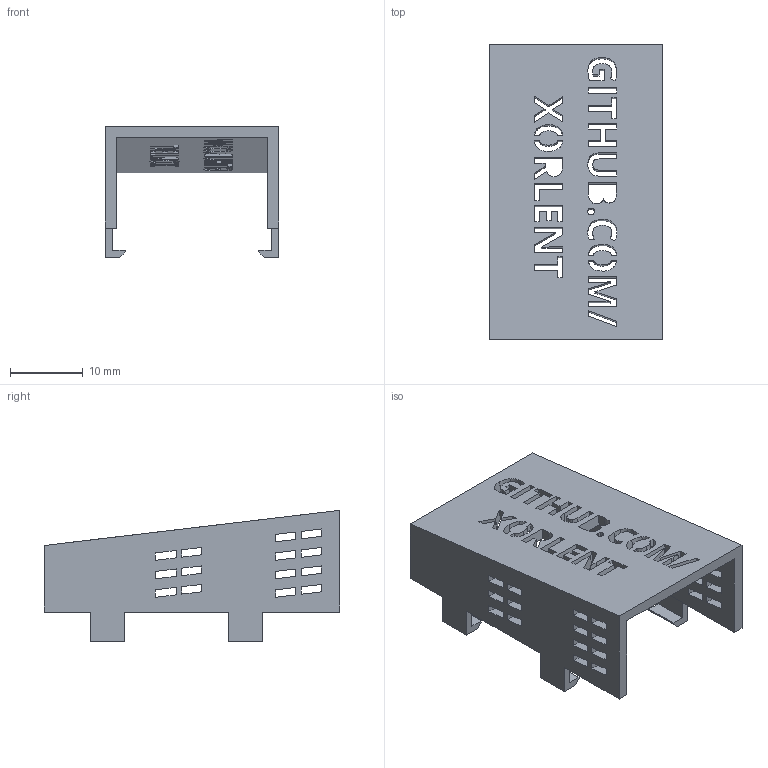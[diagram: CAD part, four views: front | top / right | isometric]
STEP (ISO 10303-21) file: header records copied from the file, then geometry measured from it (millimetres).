
FILE_DESCRIPTION(/* description */ ('STEP AP242','CAx-IF Rec.Pracs.---Representation and Presentation of Product Manufacturing Information (PMI)---4.0---2014-10-13','CAx-IF Rec.Pracs.---3D Tessellated Geometry---0.4---2014-09-14','2;1'),/* implementation_level */ '2;1');
FILE_NAME(/* name */ '6674e459c5f25f7f012b9a1f',/* time_stamp */ '2024-06-21T02:24:26Z',/* author */ (''),/* organization */ (''),/* preprocessor_version */ 'ST-DEVELOPER v20',/* originating_system */ ' ',/* authorisation */ ' ');
FILE_SCHEMA (('AP242_MANAGED_MODEL_BASED_3D_ENGINEERING_MIM_LF { 1 0 10303 442 1 1 4 }'));
Length unit declared in the file: metre
Products named in the file (2): Wire Cover; WireCover
Assembly tree (1 placements, depth 2):
  Wire Cover
    WireCover
Bounding box: 23.88 x 40.64 x 18.03 mm (x, y, z)
Volume: 2545.5 mm3; surface area: 4497.8 mm2
Topology: 1 solids, 1 shells, 372 faces, 1116 edges, 744 vertices
Faces by surface type: plane 283, bspline 89
Entity records: 12869 total; most frequent: CARTESIAN_POINT 3245, ORIENTED_EDGE 2232, DIRECTION 1492, EDGE_CURVE 1116, LINE 922, VECTOR 922, VERTEX_POINT 744, EDGE_LOOP 466
